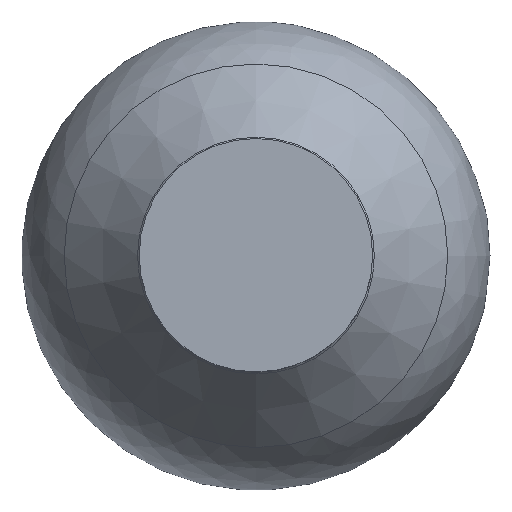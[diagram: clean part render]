
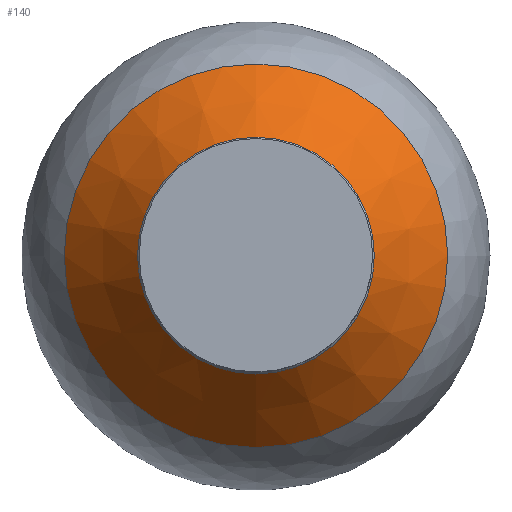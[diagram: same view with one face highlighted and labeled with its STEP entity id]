
A CAD part, top view. The second image highlights one B-rep face of the part: STEP entity #140.
In plain terms, the highlighted conical face has half-angle 38.462 degrees and reference radius 2.658 mm.
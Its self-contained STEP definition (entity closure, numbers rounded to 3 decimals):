
#16=CONICAL_SURFACE('',#170,2.657,0.671);
#29=FACE_OUTER_BOUND('',#38,.T.);
#38=EDGE_LOOP('',(#118,#119,#120,#121,#122,#123));
#47=LINE('',#281,#53);
#53=VECTOR('',#213,2.657);
#59=CIRCLE('',#167,2.029);
#60=CIRCLE('',#168,2.029);
#62=CIRCLE('',#171,3.286);
#63=CIRCLE('',#172,3.286);
#73=VERTEX_POINT('',#272);
#74=VERTEX_POINT('',#273);
#75=VERTEX_POINT('',#278);
#76=VERTEX_POINT('',#279);
#88=EDGE_CURVE('',#73,#74,#59,.T.);
#89=EDGE_CURVE('',#74,#73,#60,.T.);
#91=EDGE_CURVE('',#75,#76,#62,.T.);
#92=EDGE_CURVE('',#75,#73,#47,.T.);
#93=EDGE_CURVE('',#76,#75,#63,.T.);
#118=ORIENTED_EDGE('',*,*,#91,.F.);
#119=ORIENTED_EDGE('',*,*,#92,.T.);
#120=ORIENTED_EDGE('',*,*,#88,.T.);
#121=ORIENTED_EDGE('',*,*,#89,.T.);
#122=ORIENTED_EDGE('',*,*,#92,.F.);
#123=ORIENTED_EDGE('',*,*,#93,.F.);
#140=ADVANCED_FACE('',(#29),#16,.T.);
#167=AXIS2_PLACEMENT_3D('',#274,#203,#204);
#168=AXIS2_PLACEMENT_3D('',#275,#205,#206);
#170=AXIS2_PLACEMENT_3D('',#277,#209,#210);
#171=AXIS2_PLACEMENT_3D('',#280,#211,#212);
#172=AXIS2_PLACEMENT_3D('',#282,#214,#215);
#203=DIRECTION('center_axis',(0.,0.,-1.));
#204=DIRECTION('ref_axis',(1.,0.,0.));
#205=DIRECTION('center_axis',(0.,0.,-1.));
#206=DIRECTION('ref_axis',(1.,0.,0.));
#209=DIRECTION('center_axis',(0.,0.,-1.));
#210=DIRECTION('ref_axis',(0.,1.,0.));
#211=DIRECTION('center_axis',(0.,0.,-1.));
#212=DIRECTION('ref_axis',(1.,0.,0.));
#213=DIRECTION('',(0.,0.622,0.783));
#214=DIRECTION('center_axis',(0.,0.,-1.));
#215=DIRECTION('ref_axis',(1.,0.,0.));
#272=CARTESIAN_POINT('',(0.,-98.058,3.4));
#273=CARTESIAN_POINT('',(2.029,-96.029,3.4));
#274=CARTESIAN_POINT('Origin',(0.,-96.029,3.4));
#275=CARTESIAN_POINT('Origin',(0.,-96.029,3.4));
#277=CARTESIAN_POINT('Origin',(0.,-96.029,2.609));
#278=CARTESIAN_POINT('',(0.,-99.315,1.818));
#279=CARTESIAN_POINT('',(3.286,-96.029,1.818));
#280=CARTESIAN_POINT('Origin',(0.,-96.029,1.818));
#281=CARTESIAN_POINT('',(0.,-98.687,2.609));
#282=CARTESIAN_POINT('Origin',(0.,-96.029,1.818));
